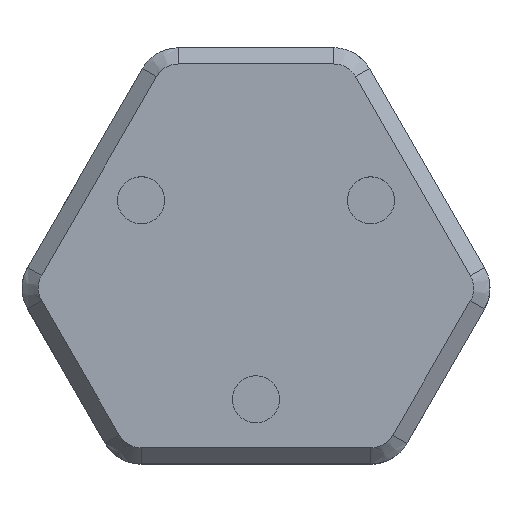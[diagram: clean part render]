
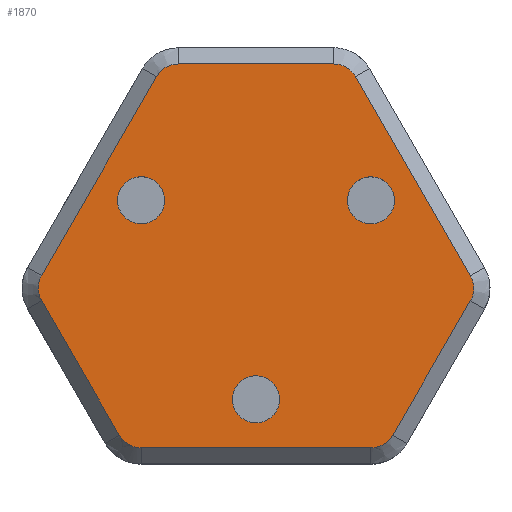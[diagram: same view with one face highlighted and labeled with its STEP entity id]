
A CAD part, top view. The second image highlights one B-rep face of the part: STEP entity #1870.
In plain terms, the highlighted planar face has unit normal (0, 0, 1).
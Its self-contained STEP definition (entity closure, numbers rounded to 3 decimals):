
#49=FACE_BOUND('',#284,.T.);
#50=FACE_BOUND('',#285,.T.);
#51=FACE_BOUND('',#286,.T.);
#67=CIRCLE('',#1994,2.9);
#68=CIRCLE('',#1995,2.9);
#69=CIRCLE('',#1996,2.9);
#79=B_SPLINE_CURVE_WITH_KNOTS('',3,(#2938,#2939,#2940,#2941,#2942,#2943,
#2944,#2945),.UNSPECIFIED.,.F.,.F.,(4,2,2,4),(-0.211,-0.146,
-0.081,0.),.UNSPECIFIED.);
#81=B_SPLINE_CURVE_WITH_KNOTS('',3,(#2995,#2996,#2997,#2998,#2999,#3000,
#3001,#3002),.UNSPECIFIED.,.F.,.F.,(4,2,2,4),(-0.211,-0.146,
-0.081,0.),.UNSPECIFIED.);
#83=B_SPLINE_CURVE_WITH_KNOTS('',3,(#3052,#3053,#3054,#3055,#3056,#3057,
#3058,#3059),.UNSPECIFIED.,.F.,.F.,(4,2,2,4),(-0.211,-0.146,
-0.081,0.),.UNSPECIFIED.);
#85=B_SPLINE_CURVE_WITH_KNOTS('',3,(#3104,#3105,#3106,#3107,#3108,#3109,
#3110),.UNSPECIFIED.,.F.,.F.,(4,2,1,4),(-0.211,-0.146,
-0.058,0.),.UNSPECIFIED.);
#87=B_SPLINE_CURVE_WITH_KNOTS('',3,(#3156,#3157,#3158,#3159,#3160,#3161,
#3162,#3163),.UNSPECIFIED.,.F.,.F.,(4,2,2,4),(-0.211,-0.146,
-0.081,0.),.UNSPECIFIED.);
#89=B_SPLINE_CURVE_WITH_KNOTS('',3,(#3208,#3209,#3210,#3211,#3212,#3213,
#3214,#3215),.UNSPECIFIED.,.F.,.F.,(4,2,2,4),(-0.211,-0.146,
-0.081,0.),.UNSPECIFIED.);
#177=FACE_OUTER_BOUND('',#283,.T.);
#283=EDGE_LOOP('',(#1552,#1553,#1554,#1555,#1556,#1557,#1558,#1559,#1560,
#1561,#1562,#1563));
#284=EDGE_LOOP('',(#1564));
#285=EDGE_LOOP('',(#1565));
#286=EDGE_LOOP('',(#1566));
#471=LINE('',#2899,#689);
#476=LINE('',#2958,#694);
#480=LINE('',#3015,#698);
#484=LINE('',#3072,#702);
#488=LINE('',#3121,#706);
#491=LINE('',#3175,#709);
#689=VECTOR('',#2326,10.);
#694=VECTOR('',#2333,10.);
#698=VECTOR('',#2339,10.);
#702=VECTOR('',#2345,10.);
#706=VECTOR('',#2351,10.);
#709=VECTOR('',#2356,10.);
#882=VERTEX_POINT('',#2896);
#883=VERTEX_POINT('',#2898);
#886=VERTEX_POINT('',#2936);
#888=VERTEX_POINT('',#2956);
#890=VERTEX_POINT('',#2993);
#892=VERTEX_POINT('',#3013);
#894=VERTEX_POINT('',#3050);
#896=VERTEX_POINT('',#3070);
#897=VERTEX_POINT('',#3102);
#898=VERTEX_POINT('',#3119);
#899=VERTEX_POINT('',#3154);
#900=VERTEX_POINT('',#3173);
#908=VERTEX_POINT('',#3311);
#909=VERTEX_POINT('',#3313);
#910=VERTEX_POINT('',#3315);
#1102=EDGE_CURVE('',#882,#883,#471,.T.);
#1106=EDGE_CURVE('',#886,#882,#79,.T.);
#1109=EDGE_CURVE('',#888,#886,#476,.T.);
#1112=EDGE_CURVE('',#890,#888,#81,.T.);
#1115=EDGE_CURVE('',#892,#890,#480,.T.);
#1118=EDGE_CURVE('',#894,#892,#83,.T.);
#1121=EDGE_CURVE('',#896,#894,#484,.T.);
#1124=EDGE_CURVE('',#897,#896,#85,.T.);
#1127=EDGE_CURVE('',#898,#897,#488,.T.);
#1129=EDGE_CURVE('',#899,#898,#87,.T.);
#1132=EDGE_CURVE('',#900,#899,#491,.T.);
#1133=EDGE_CURVE('',#883,#900,#89,.T.);
#1151=EDGE_CURVE('',#908,#908,#67,.T.);
#1152=EDGE_CURVE('',#909,#909,#68,.T.);
#1153=EDGE_CURVE('',#910,#910,#69,.T.);
#1552=ORIENTED_EDGE('',*,*,#1102,.F.);
#1553=ORIENTED_EDGE('',*,*,#1106,.F.);
#1554=ORIENTED_EDGE('',*,*,#1109,.F.);
#1555=ORIENTED_EDGE('',*,*,#1112,.F.);
#1556=ORIENTED_EDGE('',*,*,#1115,.F.);
#1557=ORIENTED_EDGE('',*,*,#1118,.F.);
#1558=ORIENTED_EDGE('',*,*,#1121,.F.);
#1559=ORIENTED_EDGE('',*,*,#1124,.F.);
#1560=ORIENTED_EDGE('',*,*,#1127,.F.);
#1561=ORIENTED_EDGE('',*,*,#1129,.F.);
#1562=ORIENTED_EDGE('',*,*,#1132,.F.);
#1563=ORIENTED_EDGE('',*,*,#1133,.F.);
#1564=ORIENTED_EDGE('',*,*,#1151,.T.);
#1565=ORIENTED_EDGE('',*,*,#1152,.T.);
#1566=ORIENTED_EDGE('',*,*,#1153,.T.);
#1781=PLANE('',#1993);
#1870=ADVANCED_FACE('',(#177,#49,#50,#51),#1781,.T.);
#1993=AXIS2_PLACEMENT_3D('',#3310,#2376,#2377);
#1994=AXIS2_PLACEMENT_3D('',#3312,#2378,#2379);
#1995=AXIS2_PLACEMENT_3D('',#3314,#2380,#2381);
#1996=AXIS2_PLACEMENT_3D('',#3316,#2382,#2383);
#2326=DIRECTION('',(-0.5,0.866,0.));
#2333=DIRECTION('',(-1.,0.,0.));
#2339=DIRECTION('',(-0.5,-0.866,0.));
#2345=DIRECTION('',(0.5,-0.866,0.));
#2351=DIRECTION('',(1.,0.,0.));
#2356=DIRECTION('',(0.5,0.866,0.));
#2376=DIRECTION('center_axis',(0.,0.,1.));
#2377=DIRECTION('ref_axis',(-1.,0.,0.));
#2378=DIRECTION('center_axis',(0.,0.,-1.));
#2379=DIRECTION('ref_axis',(-1.,0.,0.));
#2380=DIRECTION('center_axis',(0.,0.,-1.));
#2381=DIRECTION('ref_axis',(0.5,-0.866,0.));
#2382=DIRECTION('center_axis',(0.,0.,-1.));
#2383=DIRECTION('ref_axis',(0.5,0.866,0.));
#2896=CARTESIAN_POINT('',(-1197.531,-15.692,14.6));
#2898=CARTESIAN_POINT('',(-1207.076,0.841,14.6));
#2899=CARTESIAN_POINT('',(-1204.975,-2.798,14.6));
#2936=CARTESIAN_POINT('',(-1194.846,-17.242,14.6));
#2938=CARTESIAN_POINT('Ctrl Pts',(-1194.846,-17.242,14.6));
#2939=CARTESIAN_POINT('Ctrl Pts',(-1195.17,-17.242,14.6));
#2940=CARTESIAN_POINT('Ctrl Pts',(-1195.501,-17.195,14.6));
#2941=CARTESIAN_POINT('Ctrl Pts',(-1196.148,-16.986,14.6));
#2942=CARTESIAN_POINT('Ctrl Pts',(-1196.452,-16.827,14.6));
#2943=CARTESIAN_POINT('Ctrl Pts',(-1197.061,-16.361,14.6));
#2944=CARTESIAN_POINT('Ctrl Pts',(-1197.33,-16.039,14.6));
#2945=CARTESIAN_POINT('Ctrl Pts',(-1197.531,-15.692,14.6));
#2956=CARTESIAN_POINT('',(-1166.575,-17.242,14.6));
#2958=CARTESIAN_POINT('',(-1187.781,-17.242,14.6));
#2993=CARTESIAN_POINT('',(-1163.89,-15.692,14.6));
#2995=CARTESIAN_POINT('Ctrl Pts',(-1163.89,-15.692,14.6));
#2996=CARTESIAN_POINT('Ctrl Pts',(-1164.052,-15.972,14.6));
#2997=CARTESIAN_POINT('Ctrl Pts',(-1164.258,-16.236,14.6));
#2998=CARTESIAN_POINT('Ctrl Pts',(-1164.763,-16.691,14.6));
#2999=CARTESIAN_POINT('Ctrl Pts',(-1165.053,-16.875,14.6));
#3000=CARTESIAN_POINT('Ctrl Pts',(-1165.761,-17.17,14.6));
#3001=CARTESIAN_POINT('Ctrl Pts',(-1166.174,-17.242,14.6));
#3002=CARTESIAN_POINT('Ctrl Pts',(-1166.575,-17.242,14.6));
#3013=CARTESIAN_POINT('',(-1154.355,0.823,14.6));
#3015=CARTESIAN_POINT('',(-1161.22,-11.066,14.6));
#3050=CARTESIAN_POINT('',(-1154.355,3.923,14.6));
#3052=CARTESIAN_POINT('Ctrl Pts',(-1154.355,3.923,14.6));
#3053=CARTESIAN_POINT('Ctrl Pts',(-1154.194,3.643,14.6));
#3054=CARTESIAN_POINT('Ctrl Pts',(-1154.068,3.332,14.6));
#3055=CARTESIAN_POINT('Ctrl Pts',(-1153.926,2.667,14.6));
#3056=CARTESIAN_POINT('Ctrl Pts',(-1153.912,2.325,14.6));
#3057=CARTESIAN_POINT('Ctrl Pts',(-1154.011,1.564,14.6));
#3058=CARTESIAN_POINT('Ctrl Pts',(-1154.155,1.17,14.6));
#3059=CARTESIAN_POINT('Ctrl Pts',(-1154.355,0.823,14.6));
#3070=CARTESIAN_POINT('',(-1168.491,28.406,14.6));
#3072=CARTESIAN_POINT('',(-1158.178,10.543,14.6));
#3102=CARTESIAN_POINT('',(-1171.176,29.956,14.6));
#3104=CARTESIAN_POINT('Ctrl Pts',(-1171.176,29.956,14.6));
#3105=CARTESIAN_POINT('Ctrl Pts',(-1170.852,29.956,14.6));
#3106=CARTESIAN_POINT('Ctrl Pts',(-1170.521,29.909,14.6));
#3107=CARTESIAN_POINT('Ctrl Pts',(-1169.761,29.666,14.6));
#3108=CARTESIAN_POINT('Ctrl Pts',(-1169.083,29.249,14.6));
#3109=CARTESIAN_POINT('Ctrl Pts',(-1168.635,28.656,14.6));
#3110=CARTESIAN_POINT('Ctrl Pts',(-1168.491,28.406,14.6));
#3119=CARTESIAN_POINT('',(-1190.266,29.956,14.6));
#3121=CARTESIAN_POINT('',(-1175.946,29.956,14.6));
#3154=CARTESIAN_POINT('',(-1192.951,28.406,14.6));
#3156=CARTESIAN_POINT('Ctrl Pts',(-1192.951,28.406,14.6));
#3157=CARTESIAN_POINT('Ctrl Pts',(-1192.789,28.686,14.6));
#3158=CARTESIAN_POINT('Ctrl Pts',(-1192.583,28.95,14.6));
#3159=CARTESIAN_POINT('Ctrl Pts',(-1192.078,29.406,14.6));
#3160=CARTESIAN_POINT('Ctrl Pts',(-1191.789,29.59,14.6));
#3161=CARTESIAN_POINT('Ctrl Pts',(-1191.08,29.884,14.6));
#3162=CARTESIAN_POINT('Ctrl Pts',(-1190.667,29.956,14.6));
#3163=CARTESIAN_POINT('Ctrl Pts',(-1190.266,29.956,14.6));
#3173=CARTESIAN_POINT('',(-1207.076,3.941,14.6));
#3175=CARTESIAN_POINT('',(-1196.195,22.787,14.6));
#3208=CARTESIAN_POINT('Ctrl Pts',(-1207.076,0.841,14.6));
#3209=CARTESIAN_POINT('Ctrl Pts',(-1207.238,1.121,14.6));
#3210=CARTESIAN_POINT('Ctrl Pts',(-1207.363,1.432,14.6));
#3211=CARTESIAN_POINT('Ctrl Pts',(-1207.505,2.097,14.6));
#3212=CARTESIAN_POINT('Ctrl Pts',(-1207.52,2.439,14.6));
#3213=CARTESIAN_POINT('Ctrl Pts',(-1207.42,3.2,14.6));
#3214=CARTESIAN_POINT('Ctrl Pts',(-1207.277,3.594,14.6));
#3215=CARTESIAN_POINT('Ctrl Pts',(-1207.076,3.941,14.6));
#3310=CARTESIAN_POINT('Origin',(-1180.716,6.357,14.6));
#3311=CARTESIAN_POINT('',(-1191.947,13.191,14.6));
#3312=CARTESIAN_POINT('Origin',(-1194.847,13.191,14.6));
#3313=CARTESIAN_POINT('',(-1182.172,-8.783,14.6));
#3314=CARTESIAN_POINT('Origin',(-1180.722,-11.294,14.6));
#3315=CARTESIAN_POINT('',(-1168.03,10.67,14.6));
#3316=CARTESIAN_POINT('Origin',(-1166.58,13.181,14.6));
